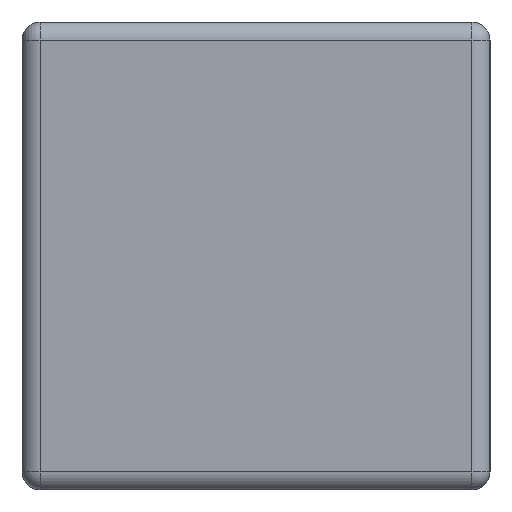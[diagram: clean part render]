
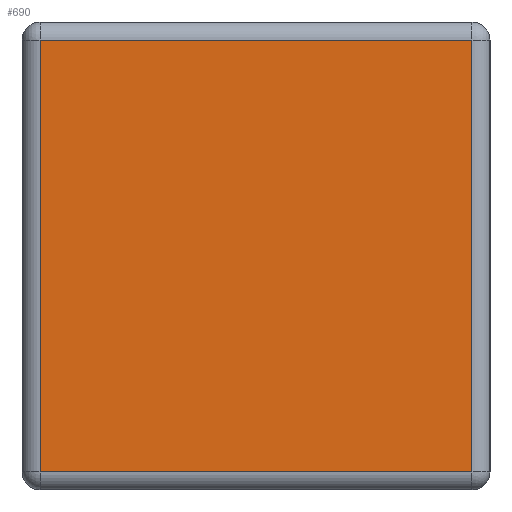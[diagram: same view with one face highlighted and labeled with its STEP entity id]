
A CAD part, left-side view. The second image highlights one B-rep face of the part: STEP entity #690.
In plain terms, the highlighted planar face has unit normal (-1, 0, 0).
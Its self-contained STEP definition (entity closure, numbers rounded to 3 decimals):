
#60 = DIRECTION ( 'NONE',  ( 0., 0., 1. ) ) ;
#61 = VECTOR ( 'NONE', #60, 1000. ) ;
#62 = CARTESIAN_POINT ( 'NONE',  ( -1.9, 0.05, 0.65 ) ) ;
#63 = LINE ( 'NONE', #62, #61 ) ;
#65 = CARTESIAN_POINT ( 'NONE',  ( -1.9, 0.05, -0.6 ) ) ;
#66 = DIRECTION ( 'NONE',  ( 0., -1., 0. ) ) ;
#67 = VECTOR ( 'NONE', #66, 1000. ) ;
#68 = CARTESIAN_POINT ( 'NONE',  ( -1.9, 1.3, -0.6 ) ) ;
#69 = LINE ( 'NONE', #68, #67 ) ;
#70 = CARTESIAN_POINT ( 'NONE',  ( -1.9, 1.25, -0.6 ) ) ;
#71 = DIRECTION ( 'NONE',  ( 0., 0., -1. ) ) ;
#72 = VECTOR ( 'NONE', #71, 1000. ) ;
#73 = CARTESIAN_POINT ( 'NONE',  ( -1.9, 1.25, 0.65 ) ) ;
#74 = LINE ( 'NONE', #73, #72 ) ;
#75 = CARTESIAN_POINT ( 'NONE',  ( -1.9, 1.25, 0.6 ) ) ;
#76 = CARTESIAN_POINT ( 'NONE',  ( -1.9, 0.05, 0.6 ) ) ;
#77 = DIRECTION ( 'NONE',  ( 0., 1., 0. ) ) ;
#78 = VECTOR ( 'NONE', #77, 1000. ) ;
#79 = CARTESIAN_POINT ( 'NONE',  ( -1.9, 1.3, 0.6 ) ) ;
#80 = LINE ( 'NONE', #79, #78 ) ;
#690 = ADVANCED_FACE ( 'NONE', ( #1565 ), #1550, .F. ) ;
#691 = EDGE_LOOP ( 'NONE', ( #741, #745, #748, #751 ) ) ;
#741 = ORIENTED_EDGE ( 'NONE', *, *, #742, .T. ) ;
#742 = EDGE_CURVE ( 'NONE', #743, #744, #80, .T. ) ;
#743 = VERTEX_POINT ( 'NONE', #76 ) ;
#744 = VERTEX_POINT ( 'NONE', #75 ) ;
#745 = ORIENTED_EDGE ( 'NONE', *, *, #746, .T. ) ;
#746 = EDGE_CURVE ( 'NONE', #744, #747, #74, .T. ) ;
#747 = VERTEX_POINT ( 'NONE', #70 ) ;
#748 = ORIENTED_EDGE ( 'NONE', *, *, #749, .T. ) ;
#749 = EDGE_CURVE ( 'NONE', #747, #750, #69, .T. ) ;
#750 = VERTEX_POINT ( 'NONE', #65 ) ;
#751 = ORIENTED_EDGE ( 'NONE', *, *, #752, .T. ) ;
#752 = EDGE_CURVE ( 'NONE', #750, #743, #63, .T. ) ;
#1546 = DIRECTION ( 'NONE',  ( 0., 0., -1. ) ) ;
#1547 = DIRECTION ( 'NONE',  ( 1., 0., 0. ) ) ;
#1548 = CARTESIAN_POINT ( 'NONE',  ( -1.9, 1.3, 0.65 ) ) ;
#1549 = AXIS2_PLACEMENT_3D ( 'NONE', #1548, #1547, #1546 ) ;
#1550 = PLANE ( 'NONE',  #1549 ) ;
#1565 = FACE_OUTER_BOUND ( 'NONE', #691, .T. ) ;
